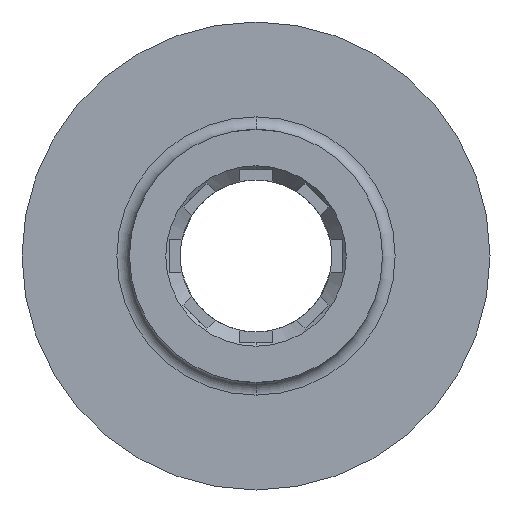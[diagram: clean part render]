
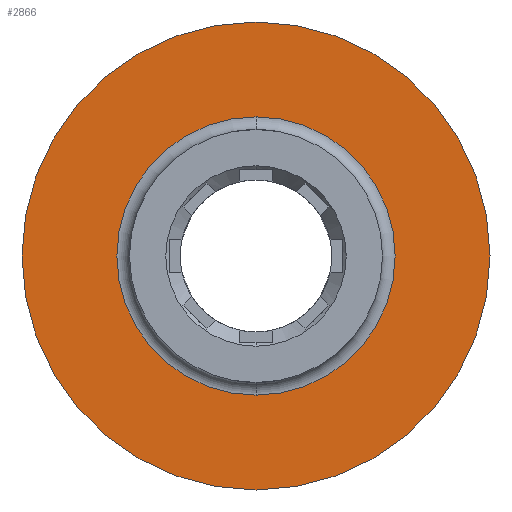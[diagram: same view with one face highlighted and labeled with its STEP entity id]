
A CAD part, front view. The second image highlights one B-rep face of the part: STEP entity #2866.
In plain terms, the highlighted planar face has unit normal (0, -1, 0).
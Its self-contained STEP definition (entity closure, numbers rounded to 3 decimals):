
#91 = CARTESIAN_POINT ( 'NONE',  ( 0., -15., 55.5 ) ) ;
#172 = AXIS2_PLACEMENT_3D ( 'NONE', #1083, #3317, #1116 ) ;
#211 = CARTESIAN_POINT ( 'NONE',  ( 0., -15., -55.5 ) ) ;
#465 = AXIS2_PLACEMENT_3D ( 'NONE', #3643, #1099, #3181 ) ;
#649 = CARTESIAN_POINT ( 'NONE',  ( 0., -15., 0. ) ) ;
#942 = CARTESIAN_POINT ( 'NONE',  ( 0., -15., 0. ) ) ;
#994 = VERTEX_POINT ( 'NONE', #211 ) ;
#1083 = CARTESIAN_POINT ( 'NONE',  ( 0., -15., 0. ) ) ;
#1099 = DIRECTION ( 'NONE',  ( 0., -1., 0. ) ) ;
#1116 = DIRECTION ( 'NONE',  ( 0., 0., -1. ) ) ;
#1244 = ORIENTED_EDGE ( 'NONE', *, *, #3191, .T. ) ;
#1296 = AXIS2_PLACEMENT_3D ( 'NONE', #649, #1550, #2718 ) ;
#1383 = FACE_OUTER_BOUND ( 'NONE', #2932, .T. ) ;
#1540 = CARTESIAN_POINT ( 'NONE',  ( 0., -15., -33. ) ) ;
#1541 = ORIENTED_EDGE ( 'NONE', *, *, #2735, .T. ) ;
#1550 = DIRECTION ( 'NONE',  ( 0., 1., 0. ) ) ;
#1616 = ORIENTED_EDGE ( 'NONE', *, *, #3256, .F. ) ;
#1700 = DIRECTION ( 'NONE',  ( 0., 0., -1. ) ) ;
#1810 = EDGE_LOOP ( 'NONE', ( #1541, #1244 ) ) ;
#1830 = CIRCLE ( 'NONE', #3025, 33. ) ;
#1832 = CARTESIAN_POINT ( 'NONE',  ( 0., -15., 0. ) ) ;
#1885 = DIRECTION ( 'NONE',  ( 0., 1., 0. ) ) ;
#2138 = DIRECTION ( 'NONE',  ( 0., 0., -1. ) ) ;
#2440 = DIRECTION ( 'NONE',  ( 0., 1., 0. ) ) ;
#2521 = PLANE ( 'NONE',  #465 ) ;
#2541 = AXIS2_PLACEMENT_3D ( 'NONE', #1832, #1885, #1700 ) ;
#2576 = VERTEX_POINT ( 'NONE', #91 ) ;
#2665 = CIRCLE ( 'NONE', #172, 55.5 ) ;
#2707 = VERTEX_POINT ( 'NONE', #1540 ) ;
#2718 = DIRECTION ( 'NONE',  ( 0., 0., -1. ) ) ;
#2735 = EDGE_CURVE ( 'NONE', #2707, #3467, #3195, .T. ) ;
#2825 = EDGE_CURVE ( 'NONE', #994, #2576, #2665, .T. ) ;
#2866 = ADVANCED_FACE ( 'NONE', ( #3081, #1383 ), #2521, .T. ) ;
#2900 = CIRCLE ( 'NONE', #1296, 55.5 ) ;
#2932 = EDGE_LOOP ( 'NONE', ( #1616, #3665 ) ) ;
#3025 = AXIS2_PLACEMENT_3D ( 'NONE', #942, #2440, #2138 ) ;
#3081 = FACE_BOUND ( 'NONE', #1810, .T. ) ;
#3181 = DIRECTION ( 'NONE',  ( 0., 0., -1. ) ) ;
#3191 = EDGE_CURVE ( 'NONE', #3467, #2707, #1830, .T. ) ;
#3195 = CIRCLE ( 'NONE', #2541, 33. ) ;
#3256 = EDGE_CURVE ( 'NONE', #2576, #994, #2900, .T. ) ;
#3317 = DIRECTION ( 'NONE',  ( 0., 1., 0. ) ) ;
#3360 = CARTESIAN_POINT ( 'NONE',  ( 0., -15., 33. ) ) ;
#3467 = VERTEX_POINT ( 'NONE', #3360 ) ;
#3643 = CARTESIAN_POINT ( 'NONE',  ( 0., -15., 0. ) ) ;
#3665 = ORIENTED_EDGE ( 'NONE', *, *, #2825, .F. ) ;
